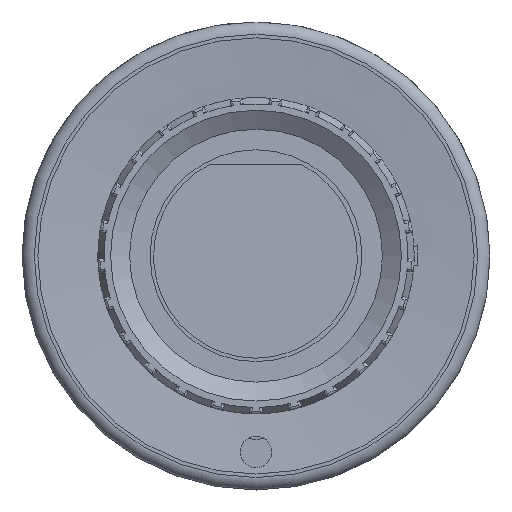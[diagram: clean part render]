
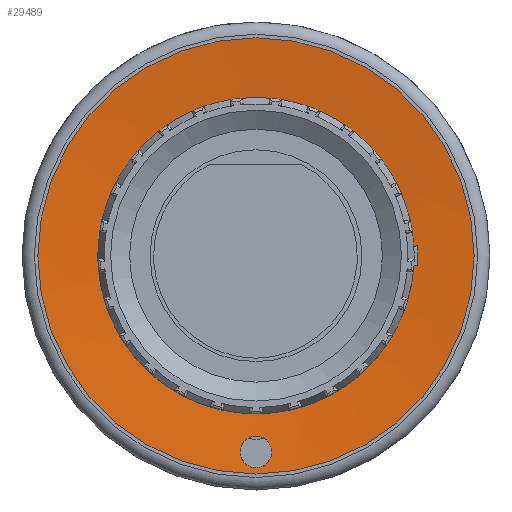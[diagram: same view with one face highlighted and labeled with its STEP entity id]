
A CAD part, top view. The second image highlights one B-rep face of the part: STEP entity #29489.
In plain terms, the highlighted conical face has half-angle 84.289 degrees and reference radius 28.5 mm.
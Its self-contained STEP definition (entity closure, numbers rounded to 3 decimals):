
#238=B_SPLINE_CURVE_WITH_KNOTS('',3,(#47941,#47942,#47943,#47944,#47945,
#47946,#47947,#47948,#47949,#47950,#47951,#47952,#47953,#47954,#47955,#47956,
#47957,#47958),.UNSPECIFIED.,.F.,.F.,(4,2,2,2,2,2,2,2,4),(0.,0.1,
0.199,0.299,0.398,0.497,
0.597,0.696,0.776),.UNSPECIFIED.);
#239=B_SPLINE_CURVE_WITH_KNOTS('',3,(#47959,#47960,#47961,#47962,#47963,
#47964,#47965,#47966,#47967,#47968,#47969,#47970,#47971,#47972,#47973,#47974,
#47975,#47976,#47977,#47978),.UNSPECIFIED.,.F.,.F.,(4,2,2,2,2,2,2,2,2,4),
(0.776,0.796,0.886,0.975,
1.064,1.153,1.242,1.332,1.421,
1.511),.UNSPECIFIED.);
#291=CONICAL_SURFACE('',#31817,28.5,1.471);
#2804=LINE('',#48002,#5622);
#5622=VECTOR('',#38366,28.5);
#6799=FACE_BOUND('',#9901,.T.);
#8008=FACE_OUTER_BOUND('',#9900,.T.);
#9900=EDGE_LOOP('',(#24240,#24241,#24242,#24243));
#9901=EDGE_LOOP('',(#24244,#24245));
#11210=CIRCLE('',#31818,34.5);
#11211=CIRCLE('',#31819,22.5);
#13539=VERTEX_POINT('',#47939);
#13540=VERTEX_POINT('',#47940);
#13547=VERTEX_POINT('',#47999);
#13548=VERTEX_POINT('',#48001);
#17259=EDGE_CURVE('',#13539,#13540,#238,.T.);
#17260=EDGE_CURVE('',#13540,#13539,#239,.T.);
#17270=EDGE_CURVE('',#13547,#13547,#11210,.T.);
#17271=EDGE_CURVE('',#13547,#13548,#2804,.T.);
#17272=EDGE_CURVE('',#13548,#13548,#11211,.T.);
#24240=ORIENTED_EDGE('',*,*,#17270,.T.);
#24241=ORIENTED_EDGE('',*,*,#17271,.T.);
#24242=ORIENTED_EDGE('',*,*,#17272,.T.);
#24243=ORIENTED_EDGE('',*,*,#17271,.F.);
#24244=ORIENTED_EDGE('',*,*,#17259,.T.);
#24245=ORIENTED_EDGE('',*,*,#17260,.T.);
#29489=ADVANCED_FACE('',(#8008,#6799),#291,.F.);
#31817=AXIS2_PLACEMENT_3D('',#47998,#38362,#38363);
#31818=AXIS2_PLACEMENT_3D('',#48000,#38364,#38365);
#31819=AXIS2_PLACEMENT_3D('',#48003,#38367,#38368);
#38362=DIRECTION('center_axis',(0.,0.,1.));
#38363=DIRECTION('ref_axis',(-1.,0.,0.));
#38364=DIRECTION('center_axis',(0.,0.,1.));
#38365=DIRECTION('ref_axis',(-1.,0.,0.));
#38366=DIRECTION('',(-0.995,0.,-0.1));
#38367=DIRECTION('center_axis',(0.,0.,-1.));
#38368=DIRECTION('ref_axis',(-1.,0.,0.));
#47939=CARTESIAN_POINT('',(2.492,-30.798,8.79));
#47940=CARTESIAN_POINT('',(-2.5,-31.,8.81));
#47941=CARTESIAN_POINT('Ctrl Pts',(2.492,-30.798,8.79));
#47942=CARTESIAN_POINT('Ctrl Pts',(2.519,-31.128,8.823));
#47943=CARTESIAN_POINT('Ctrl Pts',(2.478,-31.484,8.858));
#47944=CARTESIAN_POINT('Ctrl Pts',(2.25,-32.146,8.922));
#47945=CARTESIAN_POINT('Ctrl Pts',(2.062,-32.451,8.952));
#47946=CARTESIAN_POINT('Ctrl Pts',(1.614,-32.938,8.998));
#47947=CARTESIAN_POINT('Ctrl Pts',(1.324,-33.149,9.017));
#47948=CARTESIAN_POINT('Ctrl Pts',(0.683,-33.43,
9.044));
#47949=CARTESIAN_POINT('Ctrl Pts',(0.331,-33.5,9.05));
#47950=CARTESIAN_POINT('Ctrl Pts',(-0.331,-33.5,
9.05));
#47951=CARTESIAN_POINT('Ctrl Pts',(-0.683,-33.43,
9.044));
#47952=CARTESIAN_POINT('Ctrl Pts',(-1.324,-33.149,
9.017));
#47953=CARTESIAN_POINT('Ctrl Pts',(-1.614,-32.938,
8.998));
#47954=CARTESIAN_POINT('Ctrl Pts',(-2.062,-32.451,
8.952));
#47955=CARTESIAN_POINT('Ctrl Pts',(-2.25,-32.146,8.922));
#47956=CARTESIAN_POINT('Ctrl Pts',(-2.455,-31.55,
8.865));
#47957=CARTESIAN_POINT('Ctrl Pts',(-2.5,-31.27,8.837));
#47958=CARTESIAN_POINT('Ctrl Pts',(-2.5,-31.,8.81));
#47959=CARTESIAN_POINT('Ctrl Pts',(-2.5,-31.,8.81));
#47960=CARTESIAN_POINT('Ctrl Pts',(-2.5,-30.932,8.803));
#47961=CARTESIAN_POINT('Ctrl Pts',(-2.497,-30.865,8.797));
#47962=CARTESIAN_POINT('Ctrl Pts',(-2.468,-30.502,
8.76));
#47963=CARTESIAN_POINT('Ctrl Pts',(-2.386,-30.19,8.728));
#47964=CARTESIAN_POINT('Ctrl Pts',(-2.108,-29.62,
8.669));
#47965=CARTESIAN_POINT('Ctrl Pts',(-1.912,-29.362,
8.642));
#47966=CARTESIAN_POINT('Ctrl Pts',(-1.475,-28.96,
8.6));
#47967=CARTESIAN_POINT('Ctrl Pts',(-1.204,-28.786,
8.581));
#47968=CARTESIAN_POINT('Ctrl Pts',(-0.615,-28.556,
8.556));
#47969=CARTESIAN_POINT('Ctrl Pts',(-0.297,-28.5,
8.55));
#47970=CARTESIAN_POINT('Ctrl Pts',(0.297,-28.5,8.55));
#47971=CARTESIAN_POINT('Ctrl Pts',(0.615,-28.556,
8.556));
#47972=CARTESIAN_POINT('Ctrl Pts',(1.204,-28.786,8.581));
#47973=CARTESIAN_POINT('Ctrl Pts',(1.475,-28.96,8.6));
#47974=CARTESIAN_POINT('Ctrl Pts',(1.912,-29.362,8.642));
#47975=CARTESIAN_POINT('Ctrl Pts',(2.108,-29.62,8.669));
#47976=CARTESIAN_POINT('Ctrl Pts',(2.386,-30.19,8.728));
#47977=CARTESIAN_POINT('Ctrl Pts',(2.468,-30.502,8.76));
#47978=CARTESIAN_POINT('Ctrl Pts',(2.492,-30.798,8.79));
#47998=CARTESIAN_POINT('Origin',(0.,0.,8.55));
#47999=CARTESIAN_POINT('',(34.5,0.,9.15));
#48000=CARTESIAN_POINT('Origin',(0.,0.,9.15));
#48001=CARTESIAN_POINT('',(22.5,0.,7.95));
#48002=CARTESIAN_POINT('',(28.5,0.,8.55));
#48003=CARTESIAN_POINT('Origin',(0.,0.,7.95));
